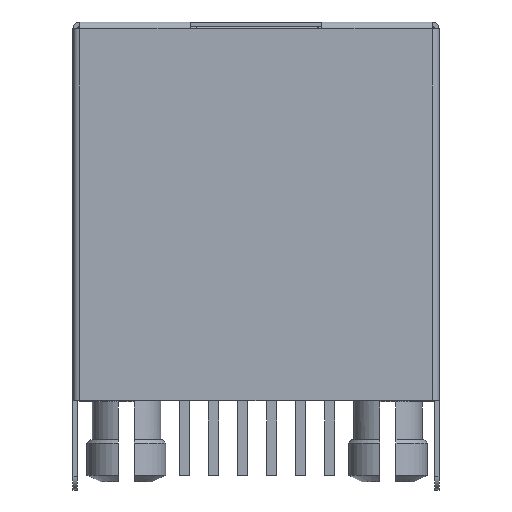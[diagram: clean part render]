
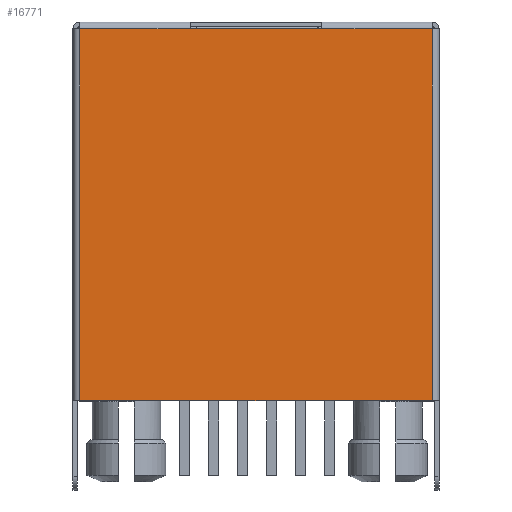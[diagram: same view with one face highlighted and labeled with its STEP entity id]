
A CAD part, front view. The second image highlights one B-rep face of the part: STEP entity #16771.
In plain terms, the highlighted face is planar.
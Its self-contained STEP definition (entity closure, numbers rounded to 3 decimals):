
#4856=ORIENTED_EDGE('',*,*,#7249,.F.);
#4857=ORIENTED_EDGE('',*,*,#7344,.F.);
#4858=ORIENTED_EDGE('',*,*,#7243,.F.);
#4859=ORIENTED_EDGE('',*,*,#7362,.T.);
#4860=ORIENTED_EDGE('',*,*,#6832,.T.);
#4861=ORIENTED_EDGE('',*,*,#7363,.T.);
#6832=EDGE_CURVE('',#8495,#8502,#10234,.T.);
#7243=EDGE_CURVE('',#8399,#8748,#10523,.T.);
#7249=EDGE_CURVE('',#8753,#8398,#10526,.T.);
#7344=EDGE_CURVE('',#8748,#8753,#10600,.T.);
#7362=EDGE_CURVE('',#8399,#8495,#10614,.T.);
#7363=EDGE_CURVE('',#8502,#8398,#10615,.T.);
#8398=VERTEX_POINT('',#25342);
#8399=VERTEX_POINT('',#25346);
#8495=VERTEX_POINT('',#25674);
#8502=VERTEX_POINT('',#25687);
#8748=VERTEX_POINT('',#26658);
#8753=VERTEX_POINT('',#26673);
#10234=LINE('',#25688,#12043);
#10523=LINE('',#26662,#12332);
#10526=LINE('',#26674,#12335);
#10600=LINE('',#26860,#12409);
#10614=LINE('',#26893,#12423);
#10615=LINE('',#26894,#12424);
#12043=VECTOR('',#21115,1000.);
#12332=VECTOR('',#21872,1000.);
#12335=VECTOR('',#21885,1000.);
#12409=VECTOR('',#22035,1000.);
#12423=VECTOR('',#22079,1000.);
#12424=VECTOR('',#22080,1000.);
#13287=EDGE_LOOP('',(#4856,#4857,#4858,#4859,#4860,#4861));
#14160=FACE_BOUND('',#13287,.T.);
#14808=PLANE('',#17985);
#16771=ADVANCED_FACE('',(#14160),#14808,.F.);
#17985=AXIS2_PLACEMENT_3D('',#26892,#22077,#22078);
#21115=DIRECTION('',(1.,0.,0.));
#21872=DIRECTION('',(1.,0.,0.));
#21885=DIRECTION('',(1.,0.,0.));
#22035=DIRECTION('',(1.,0.,0.));
#22077=DIRECTION('',(0.,0.,1.));
#22078=DIRECTION('',(1.,0.,0.));
#22079=DIRECTION('',(0.,1.,0.));
#22080=DIRECTION('',(0.,-1.,0.));
#25342=CARTESIAN_POINT('',(7.7,-8.125,-8.325));
#25346=CARTESIAN_POINT('',(-7.7,-8.125,-8.325));
#25674=CARTESIAN_POINT('',(-7.7,8.125,-8.325));
#25687=CARTESIAN_POINT('',(7.7,8.125,-8.325));
#25688=CARTESIAN_POINT('',(-7.8,8.125,-8.325));
#26658=CARTESIAN_POINT('',(-2.88,-8.125,-8.325));
#26662=CARTESIAN_POINT('',(-7.8,-8.125,-8.325));
#26673=CARTESIAN_POINT('',(2.88,-8.125,-8.325));
#26674=CARTESIAN_POINT('',(-7.8,-8.125,-8.325));
#26860=CARTESIAN_POINT('',(-2.88,-8.125,-8.325));
#26892=CARTESIAN_POINT('',(-7.8,8.125,-8.325));
#26893=CARTESIAN_POINT('',(-7.7,8.125,-8.325));
#26894=CARTESIAN_POINT('',(7.7,8.125,-8.325));
